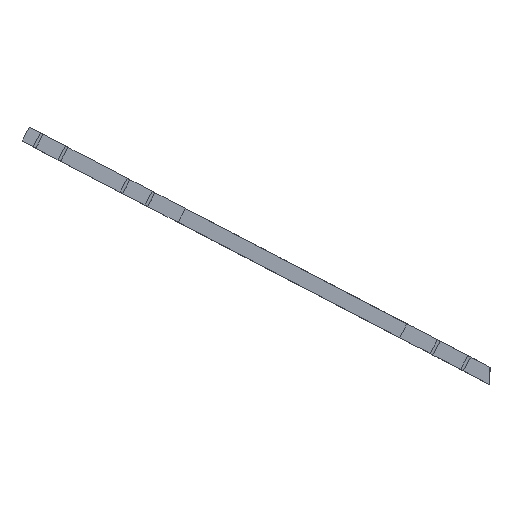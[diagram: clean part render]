
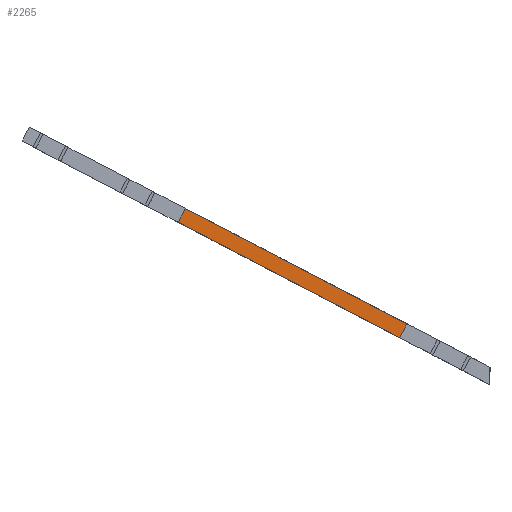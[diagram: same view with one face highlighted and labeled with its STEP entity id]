
A CAD part, top view. The second image highlights one B-rep face of the part: STEP entity #2265.
In plain terms, the highlighted planar face has unit normal (-0.055, 0.029, 0.998).
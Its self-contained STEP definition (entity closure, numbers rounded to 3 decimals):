
#101=PLANE('',#2474);
#212=FACE_OUTER_BOUND('',#343,.T.);
#343=EDGE_LOOP('',(#2103,#2104,#2105,#2106));
#499=LINE('',#3555,#742);
#527=LINE('',#3627,#770);
#579=LINE('',#3750,#822);
#588=LINE('',#3766,#831);
#742=VECTOR('',#2910,10.);
#770=VECTOR('',#2958,10.);
#822=VECTOR('',#3088,10.);
#831=VECTOR('',#3107,10.);
#1064=VERTEX_POINT('',#3552);
#1065=VERTEX_POINT('',#3554);
#1099=VERTEX_POINT('',#3625);
#1131=VERTEX_POINT('',#3749);
#1353=EDGE_CURVE('',#1065,#1064,#499,.T.);
#1390=EDGE_CURVE('',#1099,#1064,#527,.T.);
#1451=EDGE_CURVE('',#1065,#1131,#579,.T.);
#1460=EDGE_CURVE('',#1131,#1099,#588,.T.);
#2103=ORIENTED_EDGE('',*,*,#1451,.F.);
#2104=ORIENTED_EDGE('',*,*,#1353,.T.);
#2105=ORIENTED_EDGE('',*,*,#1390,.F.);
#2106=ORIENTED_EDGE('',*,*,#1460,.F.);
#2265=ADVANCED_FACE('',(#212),#101,.T.);
#2474=AXIS2_PLACEMENT_3D('',#3765,#3105,#3106);
#2910=DIRECTION('',(0.462,0.887,0.));
#2958=DIRECTION('',(0.885,-0.461,0.062));
#3088=DIRECTION('',(-0.885,0.461,-0.062));
#3105=DIRECTION('center_axis',(-0.055,0.029,0.998));
#3106=DIRECTION('ref_axis',(0.885,-0.461,0.062));
#3107=DIRECTION('',(0.462,0.887,0.));
#3552=CARTESIAN_POINT('',(-26.61,91.352,3.));
#3554=CARTESIAN_POINT('',(-28.919,86.917,3.));
#3555=CARTESIAN_POINT('',(-28.919,86.917,3.));
#3625=CARTESIAN_POINT('',(-97.571,128.292,-2.));
#3627=CARTESIAN_POINT('',(-26.61,91.352,3.));
#3749=CARTESIAN_POINT('',(-99.88,123.857,-2.));
#3750=CARTESIAN_POINT('',(-28.919,86.917,3.));
#3765=CARTESIAN_POINT('Origin',(-99.88,123.857,-2.));
#3766=CARTESIAN_POINT('',(-99.303,124.966,-2.));
